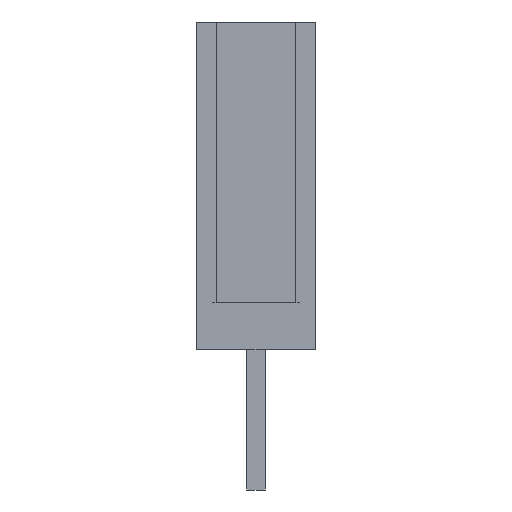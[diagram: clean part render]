
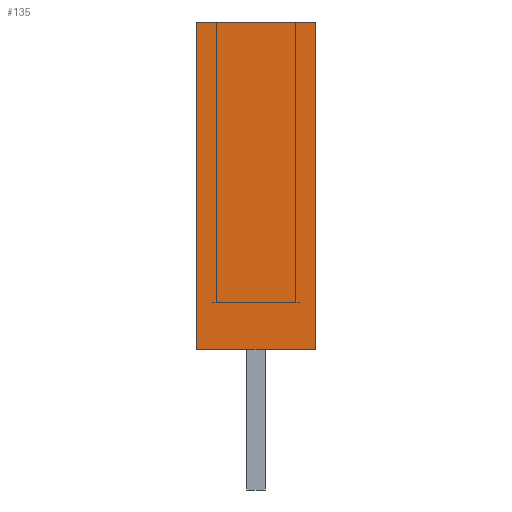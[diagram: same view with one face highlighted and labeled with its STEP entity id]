
A CAD part, front view. The second image highlights one B-rep face of the part: STEP entity #135.
In plain terms, the highlighted planar face has unit normal (0, -1, 0).
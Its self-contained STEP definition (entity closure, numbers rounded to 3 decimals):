
#13=DIRECTION('',(0.,0.,1.));
#14=DIRECTION('',(1.,0.,0.));
#111=EDGE_CURVE('',#112,#114,#116,.T.);
#112=VERTEX_POINT('',#113);
#113=CARTESIAN_POINT('',(-1.27,-1.271,0.));
#114=VERTEX_POINT('',#115);
#115=CARTESIAN_POINT('',(-1.27,-1.271,7.));
#116=LINE('',#113,#117);
#117=VECTOR('',#13,1.);
#124=DIRECTION('',(0.,1.,0.));
#135=ADVANCED_FACE('',(#136),#153,.F.);
#136=FACE_BOUND('',#137,.F.);
#137=EDGE_LOOP('',(#138,#144,#145,#150));
#138=ORIENTED_EDGE('',*,*,#139,.F.);
#139=EDGE_CURVE('',#112,#140,#142,.T.);
#140=VERTEX_POINT('',#141);
#141=CARTESIAN_POINT('',(1.27,-1.271,0.));
#142=LINE('',#113,#143);
#143=VECTOR('',#14,1.);
#144=ORIENTED_EDGE('',*,*,#111,.T.);
#145=ORIENTED_EDGE('',*,*,#146,.T.);
#146=EDGE_CURVE('',#114,#147,#149,.T.);
#147=VERTEX_POINT('',#148);
#148=CARTESIAN_POINT('',(1.27,-1.271,7.));
#149=LINE('',#115,#143);
#150=ORIENTED_EDGE('',*,*,#151,.F.);
#151=EDGE_CURVE('',#140,#147,#152,.T.);
#152=LINE('',#141,#117);
#153=PLANE('',#154);
#154=AXIS2_PLACEMENT_3D('',#113,#124,#13);
